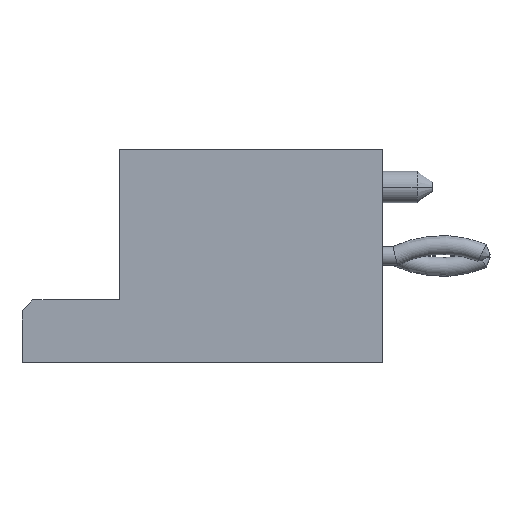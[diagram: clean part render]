
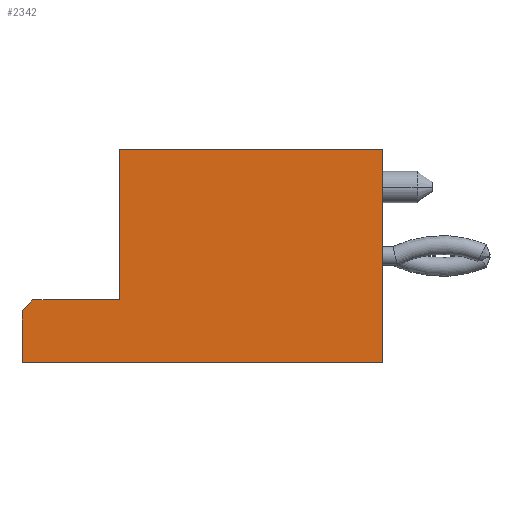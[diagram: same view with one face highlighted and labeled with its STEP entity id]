
A CAD part, left-side view. The second image highlights one B-rep face of the part: STEP entity #2342.
In plain terms, the highlighted planar face has unit normal (-1, 0, 0).
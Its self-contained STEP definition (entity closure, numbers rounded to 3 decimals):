
#1=DIRECTION('',(0.,-1.,0.));
#2=VECTOR('',#1,8.4);
#3=CARTESIAN_POINT('',(-4.95,2.65,3.4));
#4=LINE('',#3,#2);
#5=DIRECTION('',(0.,0.,-1.));
#6=VECTOR('',#5,6.8);
#7=CARTESIAN_POINT('',(-4.95,-5.75,3.4));
#8=LINE('',#7,#6);
#9=DIRECTION('',(0.,1.,0.));
#10=VECTOR('',#9,11.5);
#11=CARTESIAN_POINT('',(-4.95,-5.75,-3.4));
#12=LINE('',#11,#10);
#13=DIRECTION('',(0.,0.,1.));
#14=VECTOR('',#13,1.65);
#15=CARTESIAN_POINT('',(-4.95,5.75,-3.4));
#16=LINE('',#15,#14);
#17=DIRECTION('',(0.,-0.707,0.707));
#18=VECTOR('',#17,0.495);
#19=CARTESIAN_POINT('',(-4.95,5.75,-1.75));
#20=LINE('',#19,#18);
#21=DIRECTION('',(0.,-1.,0.));
#22=VECTOR('',#21,2.75);
#23=CARTESIAN_POINT('',(-4.95,5.4,-1.4));
#24=LINE('',#23,#22);
#25=DIRECTION('',(0.,0.,1.));
#26=VECTOR('',#25,4.8);
#27=CARTESIAN_POINT('',(-4.95,2.65,-1.4));
#28=LINE('',#27,#26);
#1837=CARTESIAN_POINT('',(-4.95,2.65,3.4));
#1838=CARTESIAN_POINT('',(-4.95,-5.75,3.4));
#1839=VERTEX_POINT('',#1837);
#1840=VERTEX_POINT('',#1838);
#1841=CARTESIAN_POINT('',(-4.95,-5.75,-3.4));
#1842=VERTEX_POINT('',#1841);
#1843=CARTESIAN_POINT('',(-4.95,5.75,-3.4));
#1844=VERTEX_POINT('',#1843);
#1845=CARTESIAN_POINT('',(-4.95,5.75,-1.75));
#1846=VERTEX_POINT('',#1845);
#1847=CARTESIAN_POINT('',(-4.95,5.4,-1.4));
#1848=CARTESIAN_POINT('',(-4.95,2.65,-1.4));
#1849=VERTEX_POINT('',#1847);
#1850=VERTEX_POINT('',#1848);
#2321=CARTESIAN_POINT('',(-4.95,0.,0.));
#2322=DIRECTION('',(1.,0.,0.));
#2323=DIRECTION('',(0.,0.,-1.));
#2324=AXIS2_PLACEMENT_3D('',#2321,#2322,#2323);
#2325=PLANE('',#2324);
#2327=ORIENTED_EDGE('',*,*,#2326,.T.);
#2329=ORIENTED_EDGE('',*,*,#2328,.T.);
#2331=ORIENTED_EDGE('',*,*,#2330,.T.);
#2333=ORIENTED_EDGE('',*,*,#2332,.T.);
#2335=ORIENTED_EDGE('',*,*,#2334,.T.);
#2337=ORIENTED_EDGE('',*,*,#2336,.T.);
#2339=ORIENTED_EDGE('',*,*,#2338,.T.);
#2340=EDGE_LOOP('',(#2327,#2329,#2331,#2333,#2335,#2337,#2339));
#2341=FACE_OUTER_BOUND('',#2340,.F.);
#2342=ADVANCED_FACE('',(#2341),#2325,.F.);
#2326=EDGE_CURVE('',#1839,#1840,#4,.T.);
#2328=EDGE_CURVE('',#1840,#1842,#8,.T.);
#2330=EDGE_CURVE('',#1842,#1844,#12,.T.);
#2332=EDGE_CURVE('',#1844,#1846,#16,.T.);
#2334=EDGE_CURVE('',#1846,#1849,#20,.T.);
#2336=EDGE_CURVE('',#1849,#1850,#24,.T.);
#2338=EDGE_CURVE('',#1850,#1839,#28,.T.);
